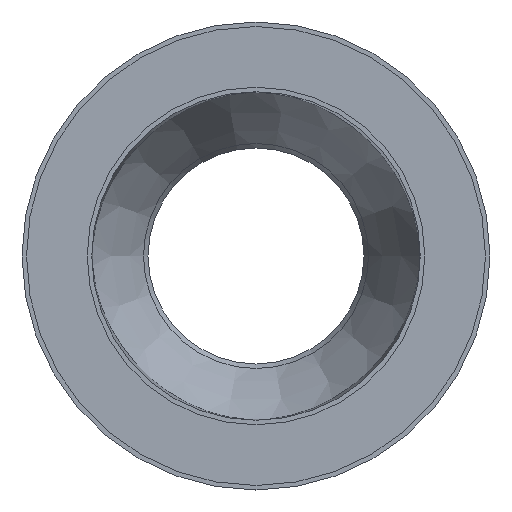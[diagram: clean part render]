
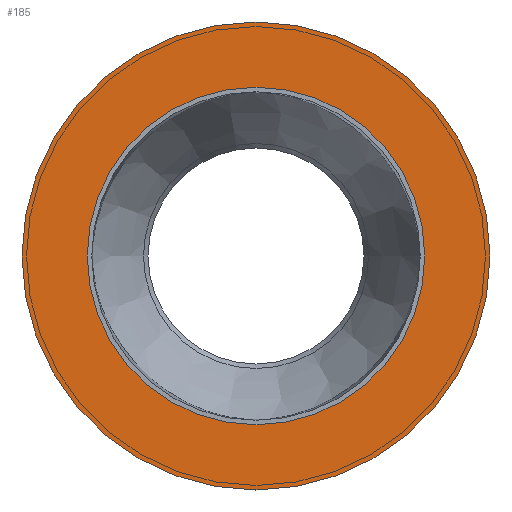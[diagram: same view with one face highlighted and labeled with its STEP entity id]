
A CAD part, left-side view. The second image highlights one B-rep face of the part: STEP entity #185.
In plain terms, the highlighted planar face has unit normal (-1, 0, 0).
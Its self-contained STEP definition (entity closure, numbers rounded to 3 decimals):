
#105=FACE_BOUND('',#236,.T.);
#106=FACE_BOUND('',#237,.T.);
#142=CIRCLE('',#484,1.04);
#143=CIRCLE('',#486,0.75);
#185=ADVANCED_FACE('',(#105,#106),#208,.T.);
#208=PLANE('',#487);
#236=EDGE_LOOP('',(#329));
#237=EDGE_LOOP('',(#330));
#329=ORIENTED_EDGE('',*,*,#437,.F.);
#330=ORIENTED_EDGE('',*,*,#436,.T.);
#393=VERTEX_POINT('',#720);
#394=VERTEX_POINT('',#723);
#436=EDGE_CURVE('',#393,#393,#142,.T.);
#437=EDGE_CURVE('',#394,#394,#143,.T.);
#484=AXIS2_PLACEMENT_3D('',#719,#572,#573);
#486=AXIS2_PLACEMENT_3D('',#722,#576,#577);
#487=AXIS2_PLACEMENT_3D('',#724,#578,#579);
#572=DIRECTION('',(-1.,0.,0.));
#573=DIRECTION('',(0.,-1.,0.));
#576=DIRECTION('',(-1.,0.,0.));
#577=DIRECTION('',(0.,-1.,0.));
#578=DIRECTION('',(-1.,0.,0.));
#579=DIRECTION('',(0.,1.,0.));
#719=CARTESIAN_POINT('',(-43.592,26.17,0.));
#720=CARTESIAN_POINT('',(-43.592,25.13,0.));
#722=CARTESIAN_POINT('',(-43.592,26.17,0.));
#723=CARTESIAN_POINT('',(-43.592,25.42,0.));
#724=CARTESIAN_POINT('',(-43.592,25.026,1.144));
